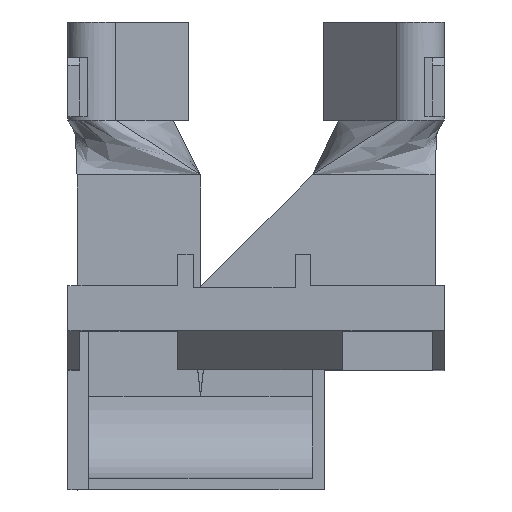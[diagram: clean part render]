
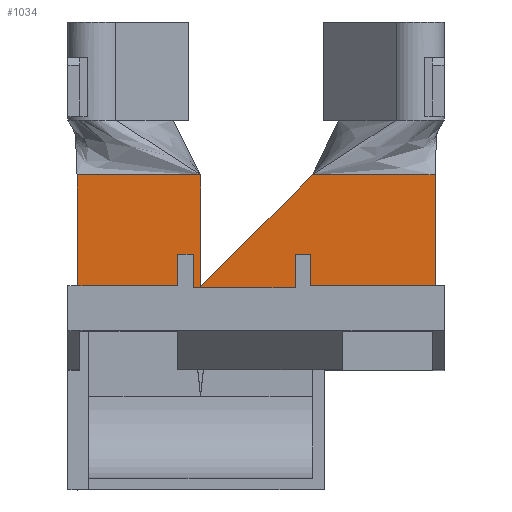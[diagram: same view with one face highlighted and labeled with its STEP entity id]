
A CAD part, top view. The second image highlights one B-rep face of the part: STEP entity #1034.
In plain terms, the highlighted planar face has unit normal (0, 0, 1).
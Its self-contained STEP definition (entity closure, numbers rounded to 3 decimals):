
#340 = VERTEX_POINT('',#341);
#341 = CARTESIAN_POINT('',(228.173,89.82,
    11.505));
#545 = EDGE_CURVE('',#340,#546,#548,.T.);
#546 = VERTEX_POINT('',#547);
#547 = CARTESIAN_POINT('',(243.928,89.82,
    11.505));
#548 = LINE('',#549,#550);
#549 = CARTESIAN_POINT('',(247.091,89.82,
    11.505));
#550 = VECTOR('',#551,1.);
#551 = DIRECTION('',(1.,0.,0.));
#765 = VERTEX_POINT('',#766);
#766 = CARTESIAN_POINT('',(228.173,75.565,
    11.505));
#772 = EDGE_CURVE('',#765,#340,#773,.T.);
#773 = LINE('',#774,#775);
#774 = CARTESIAN_POINT('',(228.173,75.565,
    11.505));
#775 = VECTOR('',#776,1.);
#776 = DIRECTION('',(0.,1.,0.));
#1034 = ADVANCED_FACE('',(#1035),#1141,.T.);
#1035 = FACE_BOUND('',#1036,.T.);
#1036 = EDGE_LOOP('',(#1037,#1038,#1046,#1054,#1062,#1070,#1078,#1086,
    #1094,#1102,#1110,#1118,#1126,#1134,#1140));
#1037 = ORIENTED_EDGE('',*,*,#772,.F.);
#1038 = ORIENTED_EDGE('',*,*,#1039,.T.);
#1039 = EDGE_CURVE('',#765,#1040,#1042,.T.);
#1040 = VERTEX_POINT('',#1041);
#1041 = CARTESIAN_POINT('',(228.503,75.565,
    11.505));
#1042 = LINE('',#1043,#1044);
#1043 = CARTESIAN_POINT('',(228.173,75.565,
    11.505));
#1044 = VECTOR('',#1045,1.);
#1045 = DIRECTION('',(1.,0.,0.));
#1046 = ORIENTED_EDGE('',*,*,#1047,.T.);
#1047 = EDGE_CURVE('',#1040,#1048,#1050,.T.);
#1048 = VERTEX_POINT('',#1049);
#1049 = CARTESIAN_POINT('',(228.503,71.375,
    11.505));
#1050 = LINE('',#1051,#1052);
#1051 = CARTESIAN_POINT('',(228.503,75.565,
    11.505));
#1052 = VECTOR('',#1053,1.);
#1053 = DIRECTION('',(0.,-1.,0.));
#1054 = ORIENTED_EDGE('',*,*,#1055,.F.);
#1055 = EDGE_CURVE('',#1056,#1048,#1058,.T.);
#1056 = VERTEX_POINT('',#1057);
#1057 = CARTESIAN_POINT('',(238.193,71.375,
    11.505));
#1058 = LINE('',#1059,#1060);
#1059 = CARTESIAN_POINT('',(250.838,71.375,
    11.505));
#1060 = VECTOR('',#1061,1.);
#1061 = DIRECTION('',(-1.,0.,0.));
#1062 = ORIENTED_EDGE('',*,*,#1063,.F.);
#1063 = EDGE_CURVE('',#1064,#1056,#1066,.T.);
#1064 = VERTEX_POINT('',#1065);
#1065 = CARTESIAN_POINT('',(238.193,74.875,
    11.505));
#1066 = LINE('',#1067,#1068);
#1067 = CARTESIAN_POINT('',(238.193,74.875,
    11.505));
#1068 = VECTOR('',#1069,1.);
#1069 = DIRECTION('',(0.,-1.,0.));
#1070 = ORIENTED_EDGE('',*,*,#1071,.T.);
#1071 = EDGE_CURVE('',#1064,#1072,#1074,.T.);
#1072 = VERTEX_POINT('',#1073);
#1073 = CARTESIAN_POINT('',(240.193,74.875,
    11.505));
#1074 = LINE('',#1075,#1076);
#1075 = CARTESIAN_POINT('',(238.193,74.875,
    11.505));
#1076 = VECTOR('',#1077,1.);
#1077 = DIRECTION('',(1.,0.,0.));
#1078 = ORIENTED_EDGE('',*,*,#1079,.T.);
#1079 = EDGE_CURVE('',#1072,#1080,#1082,.T.);
#1080 = VERTEX_POINT('',#1081);
#1081 = CARTESIAN_POINT('',(240.193,71.375,
    11.505));
#1082 = LINE('',#1083,#1084);
#1083 = CARTESIAN_POINT('',(240.193,74.875,
    11.505));
#1084 = VECTOR('',#1085,1.);
#1085 = DIRECTION('',(0.,-1.,0.));
#1086 = ORIENTED_EDGE('',*,*,#1087,.F.);
#1087 = EDGE_CURVE('',#1088,#1080,#1090,.T.);
#1088 = VERTEX_POINT('',#1089);
#1089 = CARTESIAN_POINT('',(273.503,71.375,
    11.505));
#1090 = LINE('',#1091,#1092);
#1091 = CARTESIAN_POINT('',(250.838,71.375,
    11.505));
#1092 = VECTOR('',#1093,1.);
#1093 = DIRECTION('',(-1.,0.,0.));
#1094 = ORIENTED_EDGE('',*,*,#1095,.T.);
#1095 = EDGE_CURVE('',#1088,#1096,#1098,.T.);
#1096 = VERTEX_POINT('',#1097);
#1097 = CARTESIAN_POINT('',(273.503,75.565,
    11.505));
#1098 = LINE('',#1099,#1100);
#1099 = CARTESIAN_POINT('',(273.503,73.47,
    11.505));
#1100 = VECTOR('',#1101,1.);
#1101 = DIRECTION('',(0.,1.,0.));
#1102 = ORIENTED_EDGE('',*,*,#1103,.T.);
#1103 = EDGE_CURVE('',#1096,#1104,#1106,.T.);
#1104 = VERTEX_POINT('',#1105);
#1105 = CARTESIAN_POINT('',(273.838,75.565,
    11.505));
#1106 = LINE('',#1107,#1108);
#1107 = CARTESIAN_POINT('',(265.948,75.565,
    11.505));
#1108 = VECTOR('',#1109,1.);
#1109 = DIRECTION('',(1.,0.,0.));
#1110 = ORIENTED_EDGE('',*,*,#1111,.F.);
#1111 = EDGE_CURVE('',#1112,#1104,#1114,.T.);
#1112 = VERTEX_POINT('',#1113);
#1113 = CARTESIAN_POINT('',(273.838,89.82,
    11.505));
#1114 = LINE('',#1115,#1116);
#1115 = CARTESIAN_POINT('',(273.838,89.07,
    11.505));
#1116 = VECTOR('',#1117,1.);
#1117 = DIRECTION('',(0.,-1.,0.));
#1118 = ORIENTED_EDGE('',*,*,#1119,.F.);
#1119 = EDGE_CURVE('',#1120,#1112,#1122,.T.);
#1120 = VERTEX_POINT('',#1121);
#1121 = CARTESIAN_POINT('',(258.183,89.82,
    11.505));
#1122 = LINE('',#1123,#1124);
#1123 = CARTESIAN_POINT('',(258.183,89.82,
    11.505));
#1124 = VECTOR('',#1125,1.);
#1125 = DIRECTION('',(1.,0.,0.));
#1126 = ORIENTED_EDGE('',*,*,#1127,.F.);
#1127 = EDGE_CURVE('',#1128,#1120,#1130,.T.);
#1128 = VERTEX_POINT('',#1129);
#1129 = CARTESIAN_POINT('',(243.928,75.565,
    11.505));
#1130 = LINE('',#1131,#1132);
#1131 = CARTESIAN_POINT('',(246.829,78.466,
    11.505));
#1132 = VECTOR('',#1133,1.);
#1133 = DIRECTION('',(0.707,0.707,0.));
#1134 = ORIENTED_EDGE('',*,*,#1135,.T.);
#1135 = EDGE_CURVE('',#1128,#546,#1136,.T.);
#1136 = LINE('',#1137,#1138);
#1137 = CARTESIAN_POINT('',(243.928,75.565,
    11.505));
#1138 = VECTOR('',#1139,1.);
#1139 = DIRECTION('',(0.,1.,0.));
#1140 = ORIENTED_EDGE('',*,*,#545,.F.);
#1141 = PLANE('',#1142);
#1142 = AXIS2_PLACEMENT_3D('',#1143,#1144,#1145);
#1143 = CARTESIAN_POINT('',(249.825,79.941,
    11.505));
#1144 = DIRECTION('',(0.,0.,1.));
#1145 = DIRECTION('',(0.,1.,0.));
